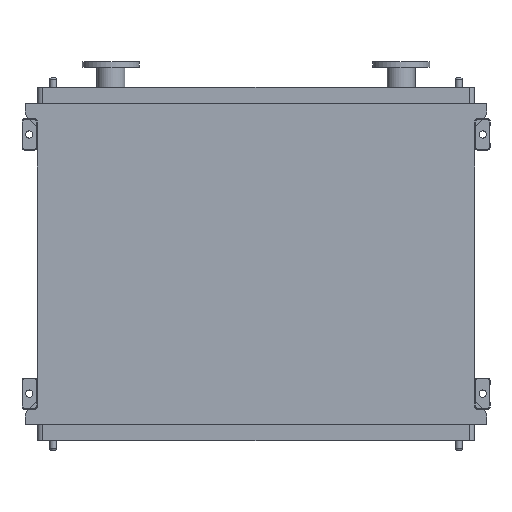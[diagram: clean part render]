
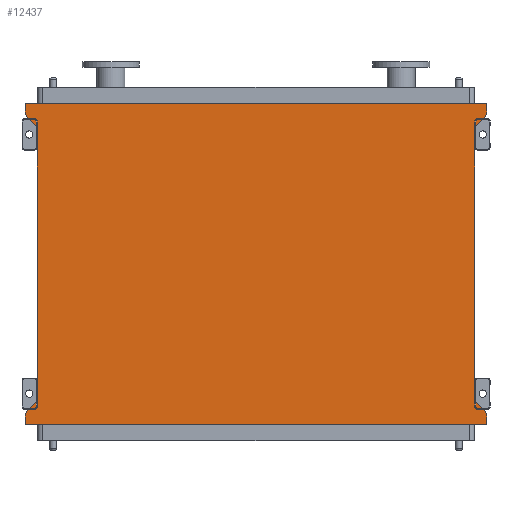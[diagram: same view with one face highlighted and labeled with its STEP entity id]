
A CAD part, front view. The second image highlights one B-rep face of the part: STEP entity #12437.
In plain terms, the highlighted planar face has unit normal (0, -1, 0).
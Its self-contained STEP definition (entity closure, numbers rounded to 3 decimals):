
#330 = LINE ( 'NONE', #11417, #4102 ) ;
#593 = DIRECTION ( 'NONE',  ( 0., 0., 1. ) ) ;
#628 = LINE ( 'NONE', #4810, #1513 ) ;
#905 = VECTOR ( 'NONE', #9645, 1000. ) ;
#1513 = VECTOR ( 'NONE', #593, 1000. ) ;
#1514 = VERTEX_POINT ( 'NONE', #6293 ) ;
#1600 = VERTEX_POINT ( 'NONE', #14867 ) ;
#1713 = DIRECTION ( 'NONE',  ( 0.655, 0., -0.755 ) ) ;
#2609 = ORIENTED_EDGE ( 'NONE', *, *, #17071, .F. ) ;
#2682 = LINE ( 'NONE', #12538, #15898 ) ;
#2721 = VECTOR ( 'NONE', #9851, 1000. ) ;
#3186 = VERTEX_POINT ( 'NONE', #14175 ) ;
#3251 = EDGE_CURVE ( 'NONE', #9346, #17742, #6929, .T. ) ;
#3383 = CARTESIAN_POINT ( 'NONE',  ( -845., 0., 0. ) ) ;
#3388 = EDGE_LOOP ( 'NONE', ( #9205, #4786, #12114, #4766, #13435, #6251, #2609, #10411, #7148, #6864, #17030, #12643 ) ) ;
#3419 = CARTESIAN_POINT ( 'NONE',  ( 891., 0., 95. ) ) ;
#3826 = EDGE_CURVE ( 'NONE', #12079, #13804, #2682, .T. ) ;
#3827 = CARTESIAN_POINT ( 'NONE',  ( -891., 0., 95. ) ) ;
#4102 = VECTOR ( 'NONE', #5818, 1000. ) ;
#4398 = EDGE_CURVE ( 'NONE', #11092, #1514, #11287, .T. ) ;
#4594 = PLANE ( 'NONE',  #17026 ) ;
#4753 = LINE ( 'NONE', #8828, #8075 ) ;
#4766 = ORIENTED_EDGE ( 'NONE', *, *, #11090, .F. ) ;
#4786 = ORIENTED_EDGE ( 'NONE', *, *, #4398, .F. ) ;
#4810 = CARTESIAN_POINT ( 'NONE',  ( -891., 0., -1145. ) ) ;
#5445 = CARTESIAN_POINT ( 'NONE',  ( 891., 0., 53. ) ) ;
#5532 = DIRECTION ( 'NONE',  ( 0.655, 0., 0.755 ) ) ;
#5607 = LINE ( 'NONE', #14071, #2721 ) ;
#5727 = LINE ( 'NONE', #3827, #16063 ) ;
#5818 = DIRECTION ( 'NONE',  ( 0., 0., 1. ) ) ;
#6032 = DIRECTION ( 'NONE',  ( 0., 0., -1. ) ) ;
#6162 = VERTEX_POINT ( 'NONE', #18182 ) ;
#6251 = ORIENTED_EDGE ( 'NONE', *, *, #16558, .F. ) ;
#6293 = CARTESIAN_POINT ( 'NONE',  ( 845., 0., 0. ) ) ;
#6299 = DIRECTION ( 'NONE',  ( 0., 0., -1. ) ) ;
#6492 = CARTESIAN_POINT ( 'NONE',  ( -845., 0., -1050. ) ) ;
#6577 = CARTESIAN_POINT ( 'NONE',  ( -891., 0., -1145. ) ) ;
#6653 = CARTESIAN_POINT ( 'NONE',  ( 891., 0., -1145. ) ) ;
#6864 = ORIENTED_EDGE ( 'NONE', *, *, #3251, .F. ) ;
#6929 = LINE ( 'NONE', #8734, #11114 ) ;
#7148 = ORIENTED_EDGE ( 'NONE', *, *, #10353, .F. ) ;
#7958 = LINE ( 'NONE', #3419, #14973 ) ;
#8075 = VECTOR ( 'NONE', #1713, 1000. ) ;
#8627 = CARTESIAN_POINT ( 'NONE',  ( -891., 0., 53. ) ) ;
#8734 = CARTESIAN_POINT ( 'NONE',  ( 891., 0., -1145. ) ) ;
#8828 = CARTESIAN_POINT ( 'NONE',  ( 845., 0., -1050. ) ) ;
#8843 = LINE ( 'NONE', #8627, #12563 ) ;
#9110 = EDGE_CURVE ( 'NONE', #12143, #9346, #5607, .T. ) ;
#9205 = ORIENTED_EDGE ( 'NONE', *, *, #12981, .T. ) ;
#9346 = VERTEX_POINT ( 'NONE', #6653 ) ;
#9645 = DIRECTION ( 'NONE',  ( -0.655, 0., -0.755 ) ) ;
#9851 = DIRECTION ( 'NONE',  ( 0., 0., -1. ) ) ;
#9958 = LINE ( 'NONE', #3383, #13257 ) ;
#10353 = EDGE_CURVE ( 'NONE', #17742, #12079, #628, .T. ) ;
#10411 = ORIENTED_EDGE ( 'NONE', *, *, #3826, .F. ) ;
#10790 = CARTESIAN_POINT ( 'NONE',  ( -891., 0., -1103. ) ) ;
#10792 = DIRECTION ( 'NONE',  ( 0., 0., 1. ) ) ;
#10922 = EDGE_CURVE ( 'NONE', #18067, #11092, #7958, .T. ) ;
#11090 = EDGE_CURVE ( 'NONE', #3186, #18067, #5727, .T. ) ;
#11092 = VERTEX_POINT ( 'NONE', #13621 ) ;
#11114 = VECTOR ( 'NONE', #17136, 1000. ) ;
#11268 = LINE ( 'NONE', #6492, #17863 ) ;
#11287 = LINE ( 'NONE', #5445, #905 ) ;
#11417 = CARTESIAN_POINT ( 'NONE',  ( 845., 0., -1050. ) ) ;
#12079 = VERTEX_POINT ( 'NONE', #10790 ) ;
#12114 = ORIENTED_EDGE ( 'NONE', *, *, #10922, .F. ) ;
#12143 = VERTEX_POINT ( 'NONE', #15060 ) ;
#12226 = CARTESIAN_POINT ( 'NONE',  ( -891., 0., 53. ) ) ;
#12437 = ADVANCED_FACE ( 'NONE', ( #15339 ), #4594, .T. ) ;
#12538 = CARTESIAN_POINT ( 'NONE',  ( -891., 0., -1103. ) ) ;
#12563 = VECTOR ( 'NONE', #17029, 1000. ) ;
#12643 = ORIENTED_EDGE ( 'NONE', *, *, #13675, .F. ) ;
#12981 = EDGE_CURVE ( 'NONE', #6162, #1514, #330, .T. ) ;
#13016 = CARTESIAN_POINT ( 'NONE',  ( 891., 0., 95. ) ) ;
#13257 = VECTOR ( 'NONE', #17496, 1000. ) ;
#13435 = ORIENTED_EDGE ( 'NONE', *, *, #17403, .F. ) ;
#13621 = CARTESIAN_POINT ( 'NONE',  ( 891., 0., 53. ) ) ;
#13675 = EDGE_CURVE ( 'NONE', #6162, #12143, #4753, .T. ) ;
#13804 = VERTEX_POINT ( 'NONE', #17478 ) ;
#14071 = CARTESIAN_POINT ( 'NONE',  ( 891., 0., -1103. ) ) ;
#14175 = CARTESIAN_POINT ( 'NONE',  ( -891., 0., 95. ) ) ;
#14428 = DIRECTION ( 'NONE',  ( 0., -1., 0. ) ) ;
#14867 = CARTESIAN_POINT ( 'NONE',  ( -845., 0., 0. ) ) ;
#14973 = VECTOR ( 'NONE', #6299, 1000. ) ;
#15060 = CARTESIAN_POINT ( 'NONE',  ( 891., 0., -1103. ) ) ;
#15093 = DIRECTION ( 'NONE',  ( 1., 0., 0. ) ) ;
#15339 = FACE_OUTER_BOUND ( 'NONE', #3388, .T. ) ;
#15785 = CARTESIAN_POINT ( 'NONE',  ( -845., 0., -1050. ) ) ;
#15898 = VECTOR ( 'NONE', #5532, 1000. ) ;
#16063 = VECTOR ( 'NONE', #15093, 1000. ) ;
#16558 = EDGE_CURVE ( 'NONE', #1600, #17771, #9958, .T. ) ;
#17026 = AXIS2_PLACEMENT_3D ( 'NONE', #15785, #14428, #6032 ) ;
#17029 = DIRECTION ( 'NONE',  ( 0., 0., 1. ) ) ;
#17030 = ORIENTED_EDGE ( 'NONE', *, *, #9110, .F. ) ;
#17071 = EDGE_CURVE ( 'NONE', #13804, #1600, #11268, .T. ) ;
#17136 = DIRECTION ( 'NONE',  ( -1., 0., 0. ) ) ;
#17403 = EDGE_CURVE ( 'NONE', #17771, #3186, #8843, .T. ) ;
#17478 = CARTESIAN_POINT ( 'NONE',  ( -845., 0., -1050. ) ) ;
#17496 = DIRECTION ( 'NONE',  ( -0.655, 0., 0.755 ) ) ;
#17742 = VERTEX_POINT ( 'NONE', #6577 ) ;
#17771 = VERTEX_POINT ( 'NONE', #12226 ) ;
#17863 = VECTOR ( 'NONE', #10792, 1000. ) ;
#18067 = VERTEX_POINT ( 'NONE', #13016 ) ;
#18182 = CARTESIAN_POINT ( 'NONE',  ( 845., 0., -1050. ) ) ;
